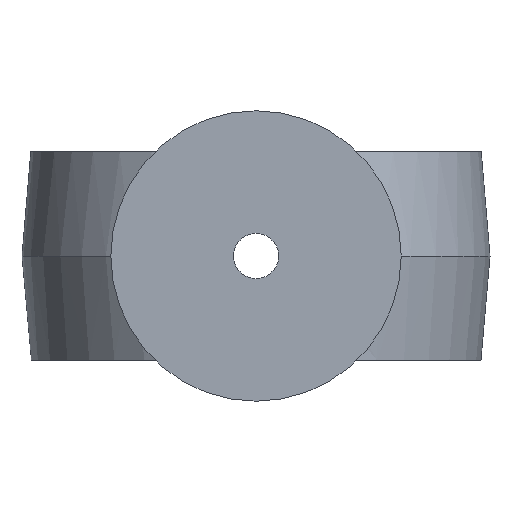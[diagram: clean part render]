
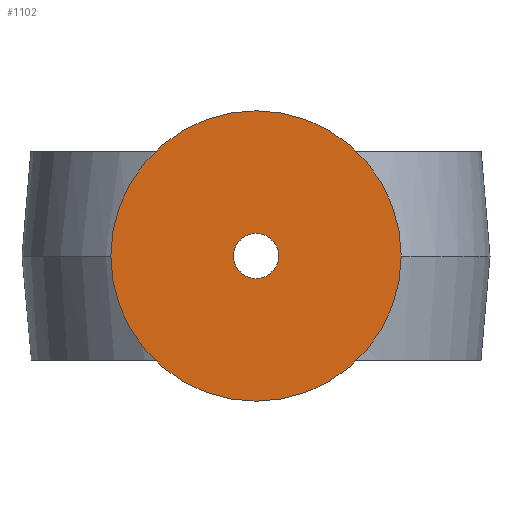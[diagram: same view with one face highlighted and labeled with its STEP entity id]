
A CAD part, front view. The second image highlights one B-rep face of the part: STEP entity #1102.
In plain terms, the highlighted planar face has unit normal (0, -1, 0).
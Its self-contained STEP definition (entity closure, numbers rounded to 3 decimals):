
#40 = DIRECTION ( 'NONE',  ( 0., 0., -1. ) ) ;
#62 = CARTESIAN_POINT ( 'NONE',  ( 0., 0., 0. ) ) ;
#125 = EDGE_CURVE ( 'NONE', #503, #1593, #1592, .T. ) ;
#173 = DIRECTION ( 'NONE',  ( 0., -1., 0. ) ) ;
#187 = DIRECTION ( 'NONE',  ( 0., 0., -1. ) ) ;
#195 = DIRECTION ( 'NONE',  ( 0., -1., 0. ) ) ;
#206 = CARTESIAN_POINT ( 'NONE',  ( 0., 0., 0. ) ) ;
#261 = CARTESIAN_POINT ( 'NONE',  ( 0., 0., -2.5 ) ) ;
#298 = EDGE_LOOP ( 'NONE', ( #330, #1340 ) ) ;
#330 = ORIENTED_EDGE ( 'NONE', *, *, #125, .T. ) ;
#410 = AXIS2_PLACEMENT_3D ( 'NONE', #445, #1106, #1377 ) ;
#445 = CARTESIAN_POINT ( 'NONE',  ( 0., 0., 0. ) ) ;
#464 = AXIS2_PLACEMENT_3D ( 'NONE', #1228, #195, #187 ) ;
#503 = VERTEX_POINT ( 'NONE', #1655 ) ;
#542 = DIRECTION ( 'NONE',  ( 0., -1., 0. ) ) ;
#574 = AXIS2_PLACEMENT_3D ( 'NONE', #685, #542, #1075 ) ;
#595 = PLANE ( 'NONE',  #410 ) ;
#642 = CARTESIAN_POINT ( 'NONE',  ( 0., 0., 16. ) ) ;
#670 = VERTEX_POINT ( 'NONE', #261 ) ;
#685 = CARTESIAN_POINT ( 'NONE',  ( 0., 0., 0. ) ) ;
#724 = FACE_OUTER_BOUND ( 'NONE', #298, .T. ) ;
#772 = AXIS2_PLACEMENT_3D ( 'NONE', #62, #1515, #1247 ) ;
#882 = ORIENTED_EDGE ( 'NONE', *, *, #1219, .F. ) ;
#920 = EDGE_CURVE ( 'NONE', #670, #1236, #998, .T. ) ;
#998 = CIRCLE ( 'NONE', #1226, 2.5 ) ;
#1075 = DIRECTION ( 'NONE',  ( 0., 0., -1. ) ) ;
#1102 = ADVANCED_FACE ( 'NONE', ( #1626, #724 ), #595, .T. ) ;
#1106 = DIRECTION ( 'NONE',  ( 0., -1., 0. ) ) ;
#1123 = EDGE_CURVE ( 'NONE', #1593, #503, #1522, .T. ) ;
#1163 = ORIENTED_EDGE ( 'NONE', *, *, #920, .F. ) ;
#1214 = CIRCLE ( 'NONE', #464, 2.5 ) ;
#1219 = EDGE_CURVE ( 'NONE', #1236, #670, #1214, .T. ) ;
#1226 = AXIS2_PLACEMENT_3D ( 'NONE', #206, #173, #40 ) ;
#1228 = CARTESIAN_POINT ( 'NONE',  ( 0., 0., 0. ) ) ;
#1236 = VERTEX_POINT ( 'NONE', #1690 ) ;
#1247 = DIRECTION ( 'NONE',  ( 0., 0., -1. ) ) ;
#1251 = EDGE_LOOP ( 'NONE', ( #1163, #882 ) ) ;
#1340 = ORIENTED_EDGE ( 'NONE', *, *, #1123, .T. ) ;
#1377 = DIRECTION ( 'NONE',  ( 0., 0., -1. ) ) ;
#1515 = DIRECTION ( 'NONE',  ( 0., -1., 0. ) ) ;
#1522 = CIRCLE ( 'NONE', #772, 16. ) ;
#1592 = CIRCLE ( 'NONE', #574, 16. ) ;
#1593 = VERTEX_POINT ( 'NONE', #642 ) ;
#1626 = FACE_BOUND ( 'NONE', #1251, .T. ) ;
#1655 = CARTESIAN_POINT ( 'NONE',  ( 0., 0., -16. ) ) ;
#1690 = CARTESIAN_POINT ( 'NONE',  ( 0., 0., 2.5 ) ) ;
